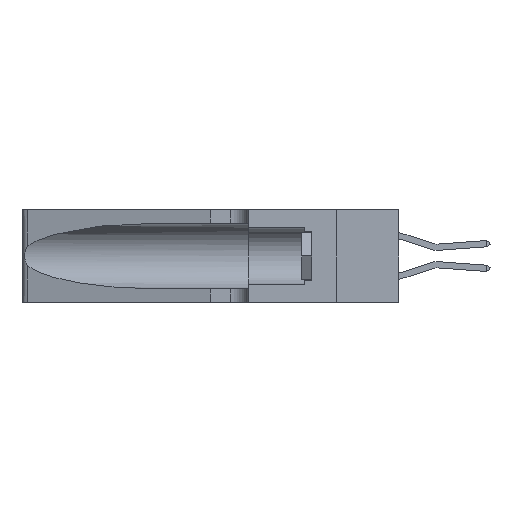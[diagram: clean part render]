
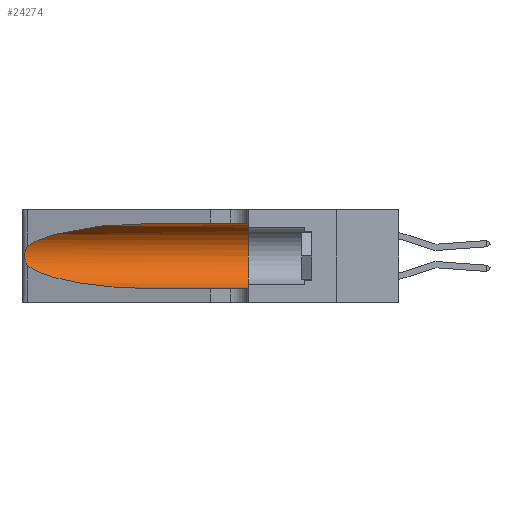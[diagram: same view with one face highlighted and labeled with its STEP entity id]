
A CAD part, left-side view. The second image highlights one B-rep face of the part: STEP entity #24274.
In plain terms, the highlighted cylindrical face has radius 3.308 mm (diameter 6.617 mm), a partial arc.
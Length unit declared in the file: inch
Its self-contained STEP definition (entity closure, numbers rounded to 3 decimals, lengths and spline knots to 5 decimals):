
#130 =( BOUNDED_CURVE ( )  B_SPLINE_CURVE ( 3, ( #32815, #19838, #23120, #26457 ),
 .UNSPECIFIED., .F., .F. ) 
 B_SPLINE_CURVE_WITH_KNOTS ( ( 4, 4 ),
 ( 1.5708, 2.84003 ),
 .UNSPECIFIED. ) 
 CURVE ( )  GEOMETRIC_REPRESENTATION_ITEM ( )  RATIONAL_B_SPLINE_CURVE ( ( 1., 0.87, 0.87, 1. ) ) 
 REPRESENTATION_ITEM ( '' )  );
#295 = CARTESIAN_POINT ( 'NONE',  ( 0.1305, 0.72297, 0.05475 ) ) ;
#1122 = DIRECTION ( 'NONE',  ( 0., 0., 1. ) ) ;
#1772 = CARTESIAN_POINT ( 'NONE',  ( 0.25487, 1.22718, 0.22369 ) ) ;
#1965 = DIRECTION ( 'NONE',  ( 0., 0., -1. ) ) ;
#4577 = DIRECTION ( 'NONE',  ( 0., -1., 0. ) ) ;
#5608 = CARTESIAN_POINT ( 'NONE',  ( 0.25487, 1.22718, 0.22369 ) ) ;
#5833 = CARTESIAN_POINT ( 'NONE',  ( 0.25854, 1.2359, 0.20912 ) ) ;
#5866 = CARTESIAN_POINT ( 'NONE',  ( 0.1305, 0.72297, 0.31525 ) ) ;
#8089 = CARTESIAN_POINT ( 'NONE',  ( 0.25639, 1.23184, 0.21858 ) ) ;
#8160 = CARTESIAN_POINT ( 'NONE',  ( 0.1305, 0.72297, 0.05475 ) ) ;
#8456 = ORIENTED_EDGE ( 'NONE', *, *, #17305, .T. ) ;
#8606 = VERTEX_POINT ( 'NONE', #8160 ) ;
#8799 = CARTESIAN_POINT ( 'NONE',  ( 0.25856, 1.23593, 0.16098 ) ) ;
#9254 = ORIENTED_EDGE ( 'NONE', *, *, #24296, .F. ) ;
#11083 = VERTEX_POINT ( 'NONE', #34325 ) ;
#11161 = CARTESIAN_POINT ( 'NONE',  ( 0.1305, 1.61858, 0.05475 ) ) ;
#11462 = CARTESIAN_POINT ( 'NONE',  ( 0.25555, 1.22994, 0.2215 ) ) ;
#11997 = VERTEX_POINT ( 'NONE', #5866 ) ;
#12006 = CARTESIAN_POINT ( 'NONE',  ( 0.25789, 1.23486, 0.15765 ) ) ;
#13242 = CARTESIAN_POINT ( 'NONE',  ( 0.1305, 0.35, 0.185 ) ) ;
#13806 = DIRECTION ( 'NONE',  ( 0., 1., 0. ) ) ;
#13902 = ORIENTED_EDGE ( 'NONE', *, *, #25007, .T. ) ;
#15159 = CARTESIAN_POINT ( 'NONE',  ( 0.25555, 1.22993, 0.14849 ) ) ;
#15242 = ORIENTED_EDGE ( 'NONE', *, *, #29689, .F. ) ;
#15443 = CARTESIAN_POINT ( 'NONE',  ( 0.26018, 1.23835, 0.19895 ) ) ;
#16883 = VECTOR ( 'NONE', #4577, 39.37008 ) ;
#17021 = VECTOR ( 'NONE', #37213, 39.37008 ) ;
#17305 = EDGE_CURVE ( 'NONE', #26598, #11083, #34487, .T. ) ;
#17386 = LINE ( 'NONE', #11161, #16883 ) ;
#17937 = AXIS2_PLACEMENT_3D ( 'NONE', #13242, #13806, #1122 ) ;
#17996 = CARTESIAN_POINT ( 'NONE',  ( 0.2373, 1.15595, 0.08982 ) ) ;
#19838 = CARTESIAN_POINT ( 'NONE',  ( 0.18966, 0.96281, 0.31525 ) ) ;
#21056 = DIRECTION ( 'NONE',  ( 0., -1., 0. ) ) ;
#21219 = CARTESIAN_POINT ( 'NONE',  ( 0.1305, 1.61858, 0.31525 ) ) ;
#21495 = ORIENTED_EDGE ( 'NONE', *, *, #40223, .T. ) ;
#22114 = CARTESIAN_POINT ( 'NONE',  ( 0.26075, 1.23896, 0.178 ) ) ;
#22600 = CARTESIAN_POINT ( 'NONE',  ( 0.1305, 0.35, 0.31525 ) ) ;
#22604 = CARTESIAN_POINT ( 'NONE',  ( 0.18966, 0.96281, 0.05475 ) ) ;
#23120 = CARTESIAN_POINT ( 'NONE',  ( 0.2373, 1.15595, 0.28018 ) ) ;
#24066 = ORIENTED_EDGE ( 'NONE', *, *, #40842, .T. ) ;
#24274 = ADVANCED_FACE ( 'NONE', ( #35130 ), #29604, .F. ) ;
#24296 = EDGE_CURVE ( 'NONE', #30514, #35277, #32599, .T. ) ;
#25007 = EDGE_CURVE ( 'NONE', #8606, #35277, #17386, .T. ) ;
#25195 = LINE ( 'NONE', #21219, #17021 ) ;
#26457 = CARTESIAN_POINT ( 'NONE',  ( 0.25487, 1.22718, 0.22369 ) ) ;
#26598 = VERTEX_POINT ( 'NONE', #5608 ) ;
#26807 = CARTESIAN_POINT ( 'NONE',  ( 0.25487, 1.22718, 0.14631 ) ) ;
#28166 = CARTESIAN_POINT ( 'NONE',  ( 0.25787, 1.23484, 0.2124 ) ) ;
#28425 = CARTESIAN_POINT ( 'NONE',  ( 0.26075, 1.23896, 0.19203 ) ) ;
#29018 = EDGE_LOOP ( 'NONE', ( #21495, #8456, #24066, #13902, #9254, #15242 ) ) ;
#29604 = CYLINDRICAL_SURFACE ( 'NONE', #33304, 0.13025 ) ;
#29689 = EDGE_CURVE ( 'NONE', #11997, #30514, #25195, .T. ) ;
#30160 =( BOUNDED_CURVE ( )  B_SPLINE_CURVE ( 3, ( #26807, #17996, #22604, #295 ),
 .UNSPECIFIED., .F., .F. ) 
 B_SPLINE_CURVE_WITH_KNOTS ( ( 4, 4 ),
 ( 3.44316, 4.71239 ),
 .UNSPECIFIED. ) 
 CURVE ( )  GEOMETRIC_REPRESENTATION_ITEM ( )  RATIONAL_B_SPLINE_CURVE ( ( 1., 0.87, 0.87, 1. ) ) 
 REPRESENTATION_ITEM ( '' )  );
#30199 = CARTESIAN_POINT ( 'NONE',  ( 0.1305, 0.35, 0.05475 ) ) ;
#30514 = VERTEX_POINT ( 'NONE', #22600 ) ;
#31159 = CARTESIAN_POINT ( 'NONE',  ( 0.26017, 1.23833, 0.17102 ) ) ;
#32599 = CIRCLE ( 'NONE', #17937, 0.13025 ) ;
#32815 = CARTESIAN_POINT ( 'NONE',  ( 0.1305, 0.72297, 0.31525 ) ) ;
#33304 = AXIS2_PLACEMENT_3D ( 'NONE', #40569, #21056, #1965 ) ;
#34325 = CARTESIAN_POINT ( 'NONE',  ( 0.25487, 1.22718, 0.14631 ) ) ;
#34338 = CARTESIAN_POINT ( 'NONE',  ( 0.25639, 1.23186, 0.15144 ) ) ;
#34487 = B_SPLINE_CURVE_WITH_KNOTS ( 'NONE', 3,
 ( #1772, #11462, #8089, #28166, #5833, #15443, #28425, #22114, #31159, #8799, #12006, #34338, #15159, #40803 ),
 .UNSPECIFIED., .F., .F.,
 ( 4, 2, 2, 2, 2, 2, 4 ),
 ( 0., 0.00027, 0.00053, 0.00107, 0.0016, 0.00187, 0.00214 ),
 .UNSPECIFIED. ) ;
#35130 = FACE_OUTER_BOUND ( 'NONE', #29018, .T. ) ;
#35277 = VERTEX_POINT ( 'NONE', #30199 ) ;
#37213 = DIRECTION ( 'NONE',  ( 0., -1., 0. ) ) ;
#40223 = EDGE_CURVE ( 'NONE', #11997, #26598, #130, .T. ) ;
#40569 = CARTESIAN_POINT ( 'NONE',  ( 0.1305, 1.61858, 0.185 ) ) ;
#40803 = CARTESIAN_POINT ( 'NONE',  ( 0.25487, 1.22718, 0.14631 ) ) ;
#40842 = EDGE_CURVE ( 'NONE', #11083, #8606, #30160, .T. ) ;
